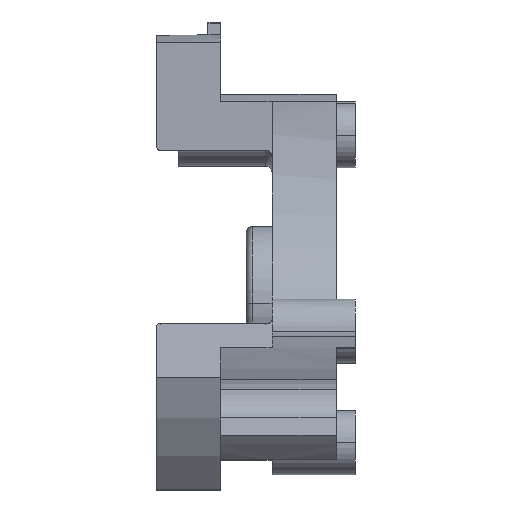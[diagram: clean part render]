
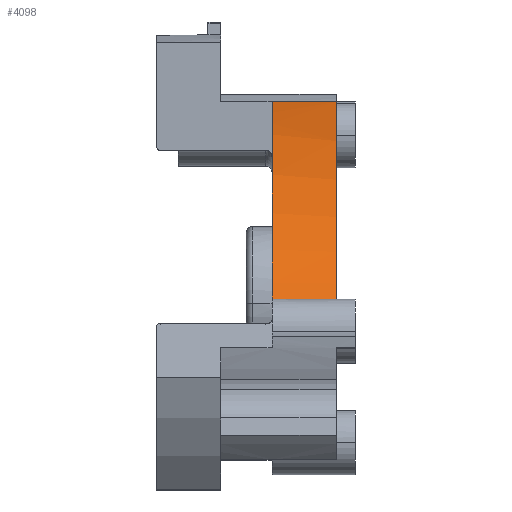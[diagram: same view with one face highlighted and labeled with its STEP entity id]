
A CAD part, top view. The second image highlights one B-rep face of the part: STEP entity #4098.
In plain terms, the highlighted cylindrical face has radius 20 mm (diameter 40 mm), a partial arc.
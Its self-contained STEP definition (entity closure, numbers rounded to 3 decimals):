
#25 = DIRECTION ( 'NONE',  ( -1., 0., 0. ) ) ;
#74 = ORIENTED_EDGE ( 'NONE', *, *, #3904, .T. ) ;
#80 = AXIS2_PLACEMENT_3D ( 'NONE', #3863, #3416, #4766 ) ;
#155 = CARTESIAN_POINT ( 'NONE',  ( -5., 13.156, 5.041 ) ) ;
#286 = VECTOR ( 'NONE', #5803, 1000. ) ;
#454 = CIRCLE ( 'NONE', #645, 20. ) ;
#497 = CYLINDRICAL_SURFACE ( 'NONE', #3396, 20. ) ;
#645 = AXIS2_PLACEMENT_3D ( 'NONE', #1250, #25, #2640 ) ;
#723 = CARTESIAN_POINT ( 'NONE',  ( 0., 14.434, 25. ) ) ;
#923 = VERTEX_POINT ( 'NONE', #936 ) ;
#936 = CARTESIAN_POINT ( 'NONE',  ( -5., -0.652, 11.869 ) ) ;
#1184 = EDGE_LOOP ( 'NONE', ( #1587, #74, #4876, #5419, #3616 ) ) ;
#1250 = CARTESIAN_POINT ( 'NONE',  ( -5., 14.434, 25. ) ) ;
#1496 = DIRECTION ( 'NONE',  ( 0., 0., 1. ) ) ;
#1587 = ORIENTED_EDGE ( 'NONE', *, *, #5222, .T. ) ;
#1608 = VECTOR ( 'NONE', #2599, 1000. ) ;
#1737 = DIRECTION ( 'NONE',  ( -1., 0., 0. ) ) ;
#1842 = CARTESIAN_POINT ( 'NONE',  ( 5., 14.434, 25. ) ) ;
#2599 = DIRECTION ( 'NONE',  ( 1., 0., 0. ) ) ;
#2640 = DIRECTION ( 'NONE',  ( 0., -0.866, -0.5 ) ) ;
#2791 = EDGE_CURVE ( 'NONE', #5093, #3706, #4171, .T. ) ;
#2796 = CARTESIAN_POINT ( 'NONE',  ( 0., 15.711, 5.041 ) ) ;
#2798 = FACE_OUTER_BOUND ( 'NONE', #1184, .T. ) ;
#3396 = AXIS2_PLACEMENT_3D ( 'NONE', #1842, #1737, #5551 ) ;
#3416 = DIRECTION ( 'NONE',  ( -1., 0., 0. ) ) ;
#3616 = ORIENTED_EDGE ( 'NONE', *, *, #5388, .T. ) ;
#3706 = VERTEX_POINT ( 'NONE', #4750 ) ;
#3863 = CARTESIAN_POINT ( 'NONE',  ( -5., 14.434, 25. ) ) ;
#3904 = EDGE_CURVE ( 'NONE', #923, #3706, #4506, .T. ) ;
#4098 = ADVANCED_FACE ( 'NONE', ( #2798 ), #497, .F. ) ;
#4162 = VERTEX_POINT ( 'NONE', #155 ) ;
#4171 = CIRCLE ( 'NONE', #5397, 20. ) ;
#4506 = LINE ( 'NONE', #4946, #286 ) ;
#4516 = EDGE_CURVE ( 'NONE', #5066, #5093, #5762, .T. ) ;
#4696 = CIRCLE ( 'NONE', #80, 20. ) ;
#4711 = DIRECTION ( 'NONE',  ( -1., 0., 0. ) ) ;
#4750 = CARTESIAN_POINT ( 'NONE',  ( 0., -0.652, 11.869 ) ) ;
#4766 = DIRECTION ( 'NONE',  ( 0., -0.866, -0.5 ) ) ;
#4876 = ORIENTED_EDGE ( 'NONE', *, *, #2791, .F. ) ;
#4946 = CARTESIAN_POINT ( 'NONE',  ( -1.75, -0.652, 11.869 ) ) ;
#5066 = VERTEX_POINT ( 'NONE', #5608 ) ;
#5093 = VERTEX_POINT ( 'NONE', #2796 ) ;
#5222 = EDGE_CURVE ( 'NONE', #4162, #923, #4696, .T. ) ;
#5388 = EDGE_CURVE ( 'NONE', #5066, #4162, #454, .T. ) ;
#5397 = AXIS2_PLACEMENT_3D ( 'NONE', #723, #4711, #1496 ) ;
#5419 = ORIENTED_EDGE ( 'NONE', *, *, #4516, .F. ) ;
#5551 = DIRECTION ( 'NONE',  ( 0., 0., 1. ) ) ;
#5608 = CARTESIAN_POINT ( 'NONE',  ( -5., 15.711, 5.041 ) ) ;
#5762 = LINE ( 'NONE', #5790, #1608 ) ;
#5790 = CARTESIAN_POINT ( 'NONE',  ( 0., 15.711, 5.041 ) ) ;
#5803 = DIRECTION ( 'NONE',  ( 1., 0., 0. ) ) ;
